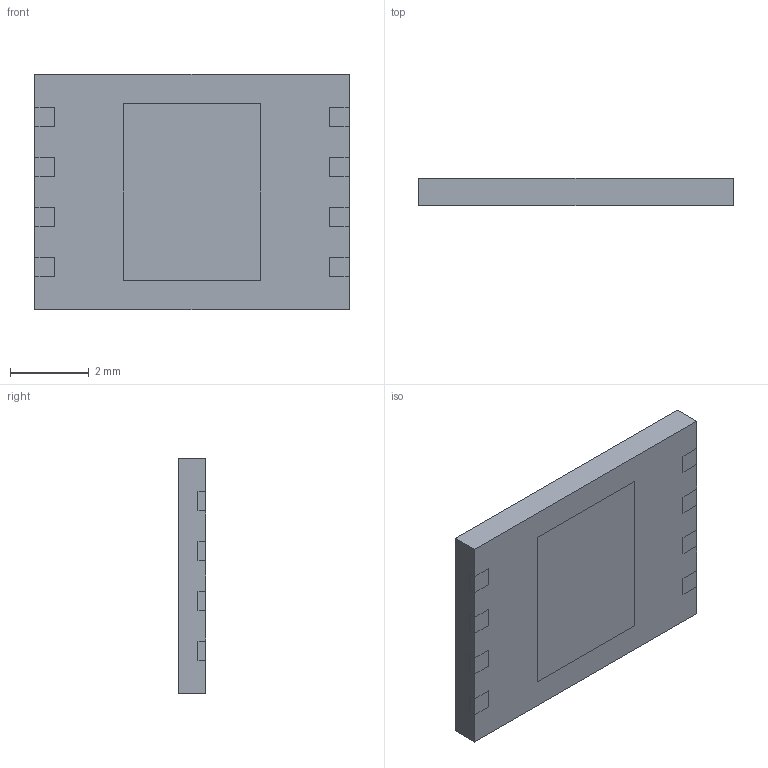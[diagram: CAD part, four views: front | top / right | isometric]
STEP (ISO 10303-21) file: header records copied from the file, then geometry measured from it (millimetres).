
FILE_DESCRIPTION(/* description */ (''),/* implementation_level */ '2;1');
FILE_NAME(/* name */ '8-wson 8x6 v1.step',/* time_stamp */ '2020-01-08T11:05:13+05:00',/* author */ (''),/* organization */ (''),/* preprocessor_version */ 'ST-DEVELOPER v18',/* originating_system */ 'Autodesk Translation Framework v8.12.0.6',/* authorisation */ '');
FILE_SCHEMA (('AUTOMOTIVE_DESIGN { 1 0 10303 214 3 1 1 }'));
Length unit declared in the file: millimetre
Products named in the file (1): 8-wson 8x6
Bounding box: 8 x 0.7 x 6 mm (x, y, z)
Volume: 33.5 mm3; surface area: 162.6 mm2
Topology: 10 solids, 10 shells, 99 faces, 231 edges, 154 vertices
Faces by surface type: plane 98, cylinder 1
Full cylindrical faces by diameter (mm): 1 x1
Entity records: 2805 total; most frequent: CARTESIAN_POINT 485, ORIENTED_EDGE 462, DIRECTION 433, EDGE_CURVE 231, LINE 229, VECTOR 229, VERTEX_POINT 154, AXIS2_PLACEMENT_3D 102
